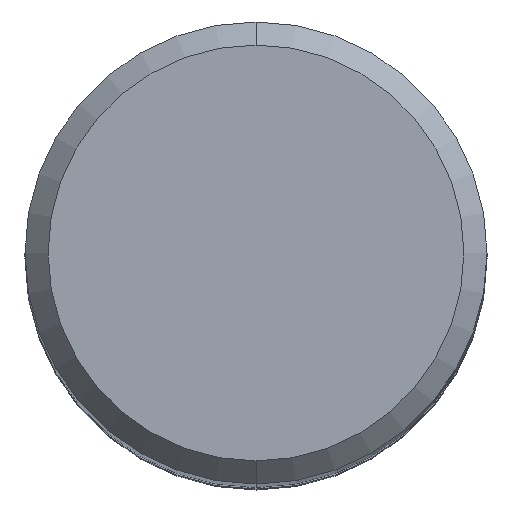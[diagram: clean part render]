
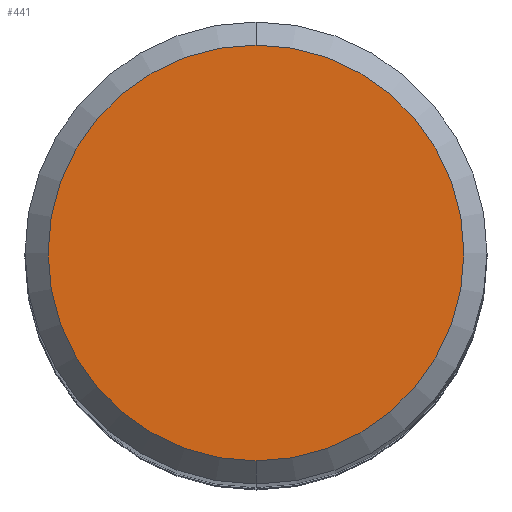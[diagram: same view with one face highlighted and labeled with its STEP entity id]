
A CAD part, top view. The second image highlights one B-rep face of the part: STEP entity #441.
In plain terms, the highlighted planar face has unit normal (0, 0, 1).
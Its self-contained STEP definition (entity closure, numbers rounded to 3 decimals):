
#205=EDGE_CURVE('',#323,#209,#522,.T.);
#209=VERTEX_POINT('',#526);
#295=EDGE_CURVE('',#209,#323,#623,.T.);
#323=VERTEX_POINT('',#651);
#441=ADVANCED_FACE('',(#784),#785,.T.);
#522=CIRCLE('',#917,5.4);
#526=CARTESIAN_POINT('',(0.0,5.4,0.0));
#623=CIRCLE('',#1116,5.4);
#651=CARTESIAN_POINT('',(0.,-5.4,0.0));
#784=FACE_OUTER_BOUND('',#1465,.T.);
#785=PLANE('',#1466);
#917=AXIS2_PLACEMENT_3D('',#1564,#1565,#1566);
#1116=AXIS2_PLACEMENT_3D('',#1688,#1689,#1690);
#1465=EDGE_LOOP('',(#1867,#1868));
#1466=AXIS2_PLACEMENT_3D('',#1869,#1870,#1871);
#1564=CARTESIAN_POINT('',(0.0,0.0,0.0));
#1565=DIRECTION('',(0.0,0.0,-1.0));
#1566=DIRECTION('',(0.0,1.0,0.0));
#1688=CARTESIAN_POINT('',(0.0,0.0,0.0));
#1689=DIRECTION('',(0.0,0.0,-1.0));
#1690=DIRECTION('',(0.0,1.0,0.0));
#1867=ORIENTED_EDGE('',*,*,#295,.F.);
#1868=ORIENTED_EDGE('',*,*,#205,.F.);
#1869=CARTESIAN_POINT('',(0.0,2.7,0.0));
#1870=DIRECTION('',(-0.0,0.0,1.0));
#1871=DIRECTION('',(0.0,-1.0,0.0));
